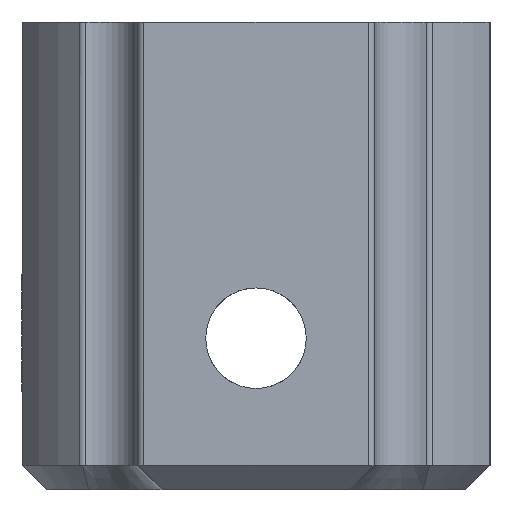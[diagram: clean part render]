
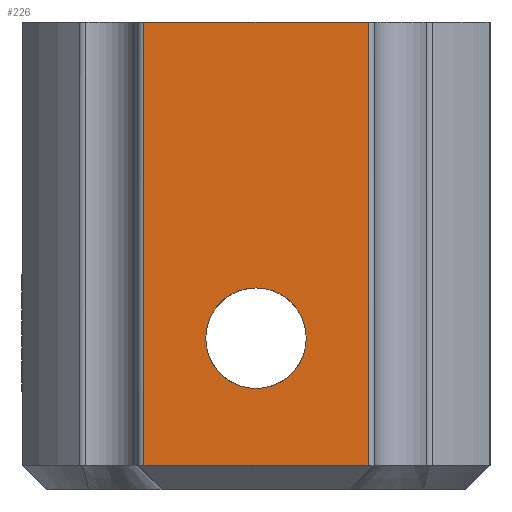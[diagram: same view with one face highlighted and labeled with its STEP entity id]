
A CAD part, front view. The second image highlights one B-rep face of the part: STEP entity #226.
In plain terms, the highlighted planar face has unit normal (0, -1, 0).
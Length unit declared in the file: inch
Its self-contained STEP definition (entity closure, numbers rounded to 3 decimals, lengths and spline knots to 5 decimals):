
#36 = VERTEX_POINT ( 'NONE', #2350 ) ;
#56 = ORIENTED_EDGE ( 'NONE', *, *, #1913, .F. ) ;
#133 = DIRECTION ( 'NONE',  ( 1., 0., 0. ) ) ;
#138 = VERTEX_POINT ( 'NONE', #1917 ) ;
#150 = CIRCLE ( 'NONE', #270, 0.0795 ) ;
#184 = FACE_BOUND ( 'NONE', #2557, .T. ) ;
#226 = ADVANCED_FACE ( 'NONE', ( #184, #1573 ), #2224, .F. ) ;
#270 = AXIS2_PLACEMENT_3D ( 'NONE', #1416, #785, #1397 ) ;
#287 = DIRECTION ( 'NONE',  ( 0., -1., 0. ) ) ;
#346 = DIRECTION ( 'NONE',  ( 0., 0., -1. ) ) ;
#557 = CARTESIAN_POINT ( 'NONE',  ( 0.17766, -0.955, 0.37 ) ) ;
#630 = VERTEX_POINT ( 'NONE', #1302 ) ;
#723 = EDGE_CURVE ( 'NONE', #1348, #1091, #2300, .T. ) ;
#785 = DIRECTION ( 'NONE',  ( 0., -1., 0. ) ) ;
#787 = VECTOR ( 'NONE', #1312, 39.37008 ) ;
#867 = EDGE_CURVE ( 'NONE', #1348, #630, #1309, .T. ) ;
#873 = ORIENTED_EDGE ( 'NONE', *, *, #723, .T. ) ;
#896 = CARTESIAN_POINT ( 'NONE',  ( 0., -0.955, 0.37 ) ) ;
#1015 = DIRECTION ( 'NONE',  ( 0., 0., 1. ) ) ;
#1044 = VECTOR ( 'NONE', #2019, 39.37008 ) ;
#1088 = DIRECTION ( 'NONE',  ( 0., 0., -1. ) ) ;
#1091 = VERTEX_POINT ( 'NONE', #1627 ) ;
#1195 = CARTESIAN_POINT ( 'NONE',  ( 0., -0.955, -0.0505 ) ) ;
#1199 = LINE ( 'NONE', #557, #1044 ) ;
#1259 = ORIENTED_EDGE ( 'NONE', *, *, #1604, .T. ) ;
#1302 = CARTESIAN_POINT ( 'NONE',  ( 0.17766, -0.955, 0.37 ) ) ;
#1309 = LINE ( 'NONE', #896, #1496 ) ;
#1312 = DIRECTION ( 'NONE',  ( 1., 0., 0. ) ) ;
#1331 = ORIENTED_EDGE ( 'NONE', *, *, #2646, .T. ) ;
#1344 = CARTESIAN_POINT ( 'NONE',  ( 0., -0.955, -0.13 ) ) ;
#1348 = VERTEX_POINT ( 'NONE', #2018 ) ;
#1351 = EDGE_CURVE ( 'NONE', #138, #1990, #150, .T. ) ;
#1359 = CARTESIAN_POINT ( 'NONE',  ( 0., -0.955, 0.37 ) ) ;
#1386 = AXIS2_PLACEMENT_3D ( 'NONE', #1344, #287, #346 ) ;
#1397 = DIRECTION ( 'NONE',  ( 0., 0., -1. ) ) ;
#1416 = CARTESIAN_POINT ( 'NONE',  ( 0., -0.955, -0.13 ) ) ;
#1496 = VECTOR ( 'NONE', #133, 39.37008 ) ;
#1498 = CARTESIAN_POINT ( 'NONE',  ( -0.17766, -0.955, 0.37 ) ) ;
#1545 = LINE ( 'NONE', #2364, #787 ) ;
#1573 = FACE_OUTER_BOUND ( 'NONE', #1740, .T. ) ;
#1604 = EDGE_CURVE ( 'NONE', #1091, #36, #1545, .T. ) ;
#1627 = CARTESIAN_POINT ( 'NONE',  ( -0.17766, -0.955, -0.33063 ) ) ;
#1740 = EDGE_LOOP ( 'NONE', ( #1953, #873, #1259, #1331 ) ) ;
#1809 = DIRECTION ( 'NONE',  ( 0., 1., 0. ) ) ;
#1913 = EDGE_CURVE ( 'NONE', #1990, #138, #2057, .T. ) ;
#1917 = CARTESIAN_POINT ( 'NONE',  ( 0., -0.955, -0.2095 ) ) ;
#1953 = ORIENTED_EDGE ( 'NONE', *, *, #867, .F. ) ;
#1990 = VERTEX_POINT ( 'NONE', #1195 ) ;
#2018 = CARTESIAN_POINT ( 'NONE',  ( -0.17766, -0.955, 0.37 ) ) ;
#2019 = DIRECTION ( 'NONE',  ( 0., 0., 1. ) ) ;
#2057 = CIRCLE ( 'NONE', #1386, 0.0795 ) ;
#2224 = PLANE ( 'NONE',  #2579 ) ;
#2300 = LINE ( 'NONE', #1498, #2481 ) ;
#2306 = ORIENTED_EDGE ( 'NONE', *, *, #1351, .F. ) ;
#2350 = CARTESIAN_POINT ( 'NONE',  ( 0.17766, -0.955, -0.33063 ) ) ;
#2364 = CARTESIAN_POINT ( 'NONE',  ( 0., -0.955, -0.33063 ) ) ;
#2481 = VECTOR ( 'NONE', #1088, 39.37008 ) ;
#2557 = EDGE_LOOP ( 'NONE', ( #2306, #56 ) ) ;
#2579 = AXIS2_PLACEMENT_3D ( 'NONE', #1359, #1809, #1015 ) ;
#2646 = EDGE_CURVE ( 'NONE', #36, #630, #1199, .T. ) ;
